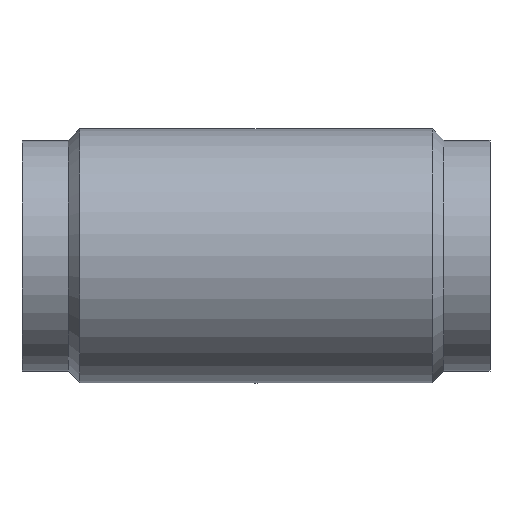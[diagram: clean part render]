
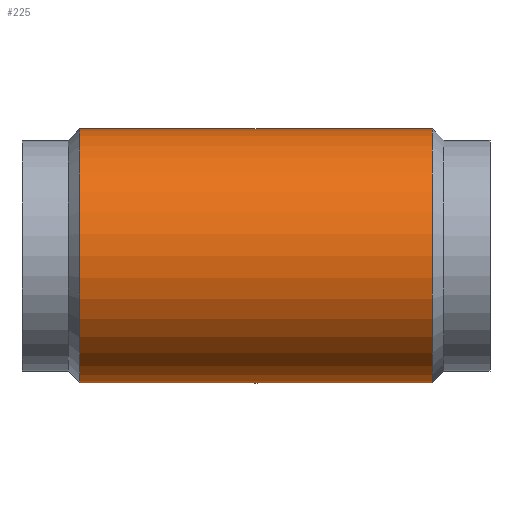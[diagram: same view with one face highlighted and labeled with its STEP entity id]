
A CAD part, top view. The second image highlights one B-rep face of the part: STEP entity #225.
In plain terms, the highlighted cylindrical face has radius 41.25 mm (diameter 82.5 mm), a full revolution.
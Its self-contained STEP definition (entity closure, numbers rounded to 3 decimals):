
#29=FACE_OUTER_BOUND('',#43,.T.);
#43=EDGE_LOOP('',(#173,#174,#175,#176,#177,#178,#179,#180,#181,#182));
#57=ELLIPSE('',#266,58.336,41.25);
#58=ELLIPSE('',#267,58.336,41.25);
#59=ELLIPSE('',#268,58.336,41.25);
#60=ELLIPSE('',#269,58.336,41.25);
#65=LINE('',#403,#77);
#66=LINE('',#405,#78);
#77=VECTOR('',#330,41.25);
#78=VECTOR('',#331,41.25);
#89=CIRCLE('',#271,41.25);
#90=CIRCLE('',#272,41.25);
#105=VERTEX_POINT('',#391);
#106=VERTEX_POINT('',#392);
#107=VERTEX_POINT('',#394);
#108=VERTEX_POINT('',#396);
#109=VERTEX_POINT('',#401);
#110=VERTEX_POINT('',#404);
#128=EDGE_CURVE('',#105,#106,#57,.T.);
#129=EDGE_CURVE('',#107,#105,#58,.T.);
#130=EDGE_CURVE('',#108,#107,#59,.T.);
#131=EDGE_CURVE('',#106,#108,#60,.T.);
#133=EDGE_CURVE('',#109,#109,#89,.T.);
#134=EDGE_CURVE('',#109,#106,#65,.T.);
#135=EDGE_CURVE('',#107,#110,#66,.T.);
#136=EDGE_CURVE('',#110,#110,#90,.T.);
#173=ORIENTED_EDGE('',*,*,#133,.F.);
#174=ORIENTED_EDGE('',*,*,#134,.T.);
#175=ORIENTED_EDGE('',*,*,#131,.T.);
#176=ORIENTED_EDGE('',*,*,#130,.T.);
#177=ORIENTED_EDGE('',*,*,#135,.T.);
#178=ORIENTED_EDGE('',*,*,#136,.T.);
#179=ORIENTED_EDGE('',*,*,#135,.F.);
#180=ORIENTED_EDGE('',*,*,#129,.T.);
#181=ORIENTED_EDGE('',*,*,#128,.T.);
#182=ORIENTED_EDGE('',*,*,#134,.F.);
#216=CYLINDRICAL_SURFACE('',#270,41.25);
#225=ADVANCED_FACE('',(#29),#216,.T.);
#266=AXIS2_PLACEMENT_3D('',#393,#317,#318);
#267=AXIS2_PLACEMENT_3D('',#395,#319,#320);
#268=AXIS2_PLACEMENT_3D('',#397,#321,#322);
#269=AXIS2_PLACEMENT_3D('',#398,#323,#324);
#270=AXIS2_PLACEMENT_3D('',#400,#326,#327);
#271=AXIS2_PLACEMENT_3D('',#402,#328,#329);
#272=AXIS2_PLACEMENT_3D('',#406,#332,#333);
#317=DIRECTION('center_axis',(-0.707,0.,0.707));
#318=DIRECTION('ref_axis',(0.707,0.,0.707));
#319=DIRECTION('center_axis',(0.707,0.,0.707));
#320=DIRECTION('ref_axis',(0.707,0.,-0.707));
#321=DIRECTION('center_axis',(0.707,0.,0.707));
#322=DIRECTION('ref_axis',(0.707,0.,-0.707));
#323=DIRECTION('center_axis',(-0.707,0.,0.707));
#324=DIRECTION('ref_axis',(0.707,0.,0.707));
#326=DIRECTION('center_axis',(-1.,0.,0.));
#327=DIRECTION('ref_axis',(0.,0.,1.));
#328=DIRECTION('center_axis',(-1.,0.,0.));
#329=DIRECTION('ref_axis',(0.,0.,1.));
#330=DIRECTION('',(1.,0.,0.));
#331=DIRECTION('',(1.,0.,0.));
#332=DIRECTION('center_axis',(-1.,0.,0.));
#333=DIRECTION('ref_axis',(0.,0.,1.));
#391=CARTESIAN_POINT('',(0.,41.25,0.));
#392=CARTESIAN_POINT('',(-41.25,0.,-41.25));
#393=CARTESIAN_POINT('Origin',(0.,0.,0.));
#394=CARTESIAN_POINT('',(41.25,0.,-41.25));
#395=CARTESIAN_POINT('Origin',(0.,0.,0.));
#396=CARTESIAN_POINT('',(0.,-41.25,0.));
#397=CARTESIAN_POINT('Origin',(0.,0.,0.));
#398=CARTESIAN_POINT('Origin',(0.,0.,0.));
#400=CARTESIAN_POINT('Origin',(0.,0.,0.));
#401=CARTESIAN_POINT('',(-57.25,0.,-41.25));
#402=CARTESIAN_POINT('Origin',(-57.25,0.,0.));
#403=CARTESIAN_POINT('',(0.,0.,-41.25));
#404=CARTESIAN_POINT('',(57.25,0.,-41.25));
#405=CARTESIAN_POINT('',(0.,0.,-41.25));
#406=CARTESIAN_POINT('Origin',(57.25,0.,0.));
